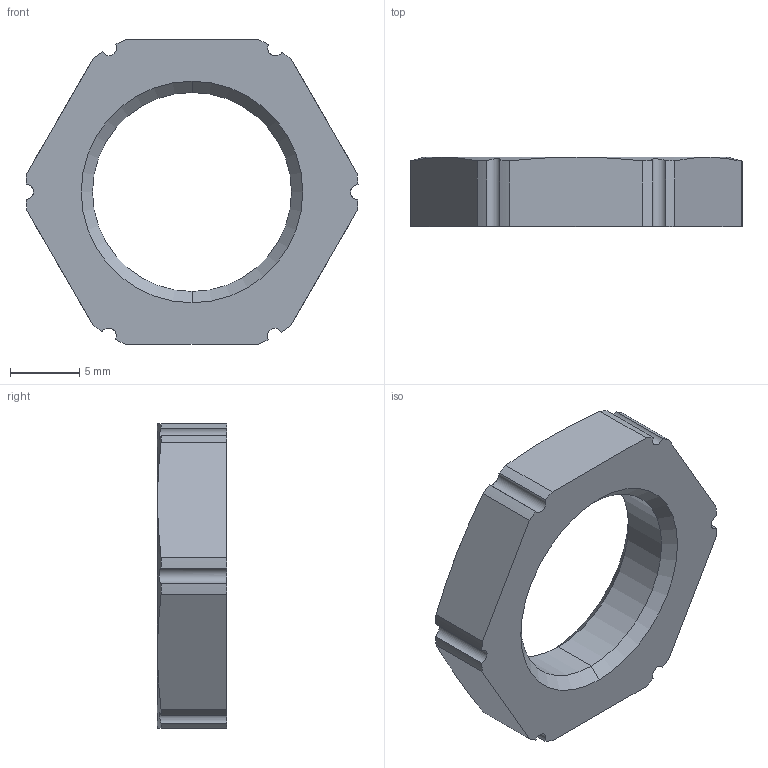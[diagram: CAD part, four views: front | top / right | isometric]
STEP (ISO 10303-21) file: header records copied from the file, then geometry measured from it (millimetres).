
FILE_DESCRIPTION((''),'2;1');
FILE_NAME('EMUG16','2018-01-09T',('FIMABER1'),(''),'CREO PARAMETRIC BY PTC INC, 2017170','CREO PARAMETRIC BY PTC INC, 2017170','');
FILE_SCHEMA(('CONFIG_CONTROL_DESIGN'));
Length unit declared in the file: millimetre
Products named in the file (1): EMUG16
Bounding box: 23.98 x 5 x 22 mm (x, y, z)
Volume: 1208.9 mm3; surface area: 1060 mm2
Topology: 1 solids, 1 shells, 38 faces, 106 edges, 70 vertices
Faces by surface type: cylinder 20, cone 10, plane 8
Entity records: 1474 total; most frequent: CARTESIAN_POINT 426, DIRECTION 212, ORIENTED_EDGE 212, EDGE_CURVE 106, AXIS2_PLACEMENT_3D 88, VERTEX_POINT 70, CIRCLE 50, EDGE_LOOP 40
